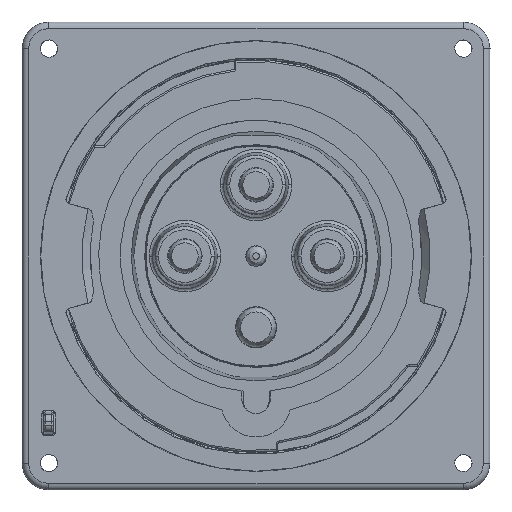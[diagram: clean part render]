
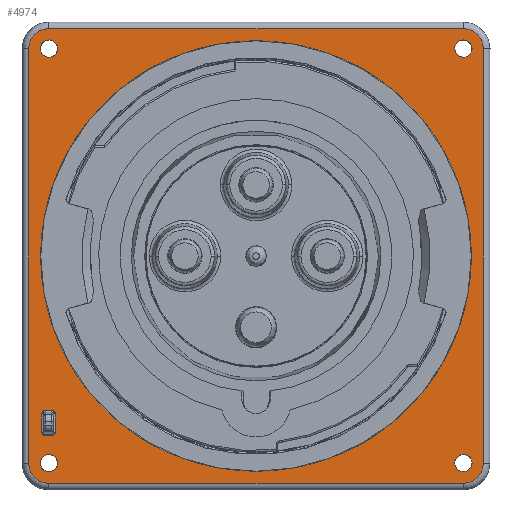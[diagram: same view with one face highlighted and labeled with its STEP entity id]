
A CAD part, front view. The second image highlights one B-rep face of the part: STEP entity #4974.
In plain terms, the highlighted planar face has unit normal (0, -1, 0).
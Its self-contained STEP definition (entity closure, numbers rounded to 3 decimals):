
#3361=ELLIPSE('',#38096,1.015,1.);
#3362=ELLIPSE('',#38097,1.015,1.);
#3363=ELLIPSE('',#38098,1.015,1.);
#3364=ELLIPSE('',#38099,1.015,1.);
#4974=ADVANCED_FACE('',(#13628,#13629,#13630,#13631,#13632,#13633,#13634),
#6460,.T.);
#6460=PLANE('',#38100);
#8211=LINE('',#64972,#10730);
#8212=LINE('',#64980,#10731);
#8213=LINE('',#64988,#10732);
#8214=LINE('',#64996,#10733);
#8615=LINE('',#66724,#11134);
#8616=LINE('',#66728,#11135);
#8617=LINE('',#66732,#11136);
#8618=LINE('',#66736,#11137);
#10730=VECTOR('',#44557,1.);
#10731=VECTOR('',#44568,1.);
#10732=VECTOR('',#44579,1.);
#10733=VECTOR('',#44590,1.);
#11134=VECTOR('',#45889,1.);
#11135=VECTOR('',#45892,1.);
#11136=VECTOR('',#45895,1.);
#11137=VECTOR('',#45898,1.);
#12488=CIRCLE('',#37635,6.);
#12491=CIRCLE('',#37640,6.);
#12494=CIRCLE('',#37645,6.);
#12497=CIRCLE('',#37650,6.);
#12512=CIRCLE('',#37676,58.65);
#12613=CIRCLE('',#38092,2.582);
#12614=CIRCLE('',#38093,2.582);
#12615=CIRCLE('',#38094,2.582);
#12616=CIRCLE('',#38095,2.582);
#13628=FACE_BOUND('',#15770,.T.);
#13629=FACE_BOUND('',#15771,.T.);
#13630=FACE_BOUND('',#15772,.T.);
#13631=FACE_BOUND('',#15773,.T.);
#13632=FACE_BOUND('',#15774,.T.);
#13633=FACE_BOUND('',#15775,.T.);
#13634=FACE_BOUND('',#15776,.T.);
#15770=EDGE_LOOP('',(#23618));
#15771=EDGE_LOOP('',(#23619));
#15772=EDGE_LOOP('',(#23620));
#15773=EDGE_LOOP('',(#23621));
#15774=EDGE_LOOP('',(#23622,#23623,#23624,#23625,#23626,#23627,#23628,#23629));
#15775=EDGE_LOOP('',(#23630));
#15776=EDGE_LOOP('',(#23631,#23632,#23633,#23634,#23635,#23636,#23637,#23638));
#23618=ORIENTED_EDGE('',*,*,#33414,.T.);
#23619=ORIENTED_EDGE('',*,*,#33415,.T.);
#23620=ORIENTED_EDGE('',*,*,#33416,.T.);
#23621=ORIENTED_EDGE('',*,*,#33417,.T.);
#23622=ORIENTED_EDGE('',*,*,#32844,.T.);
#23623=ORIENTED_EDGE('',*,*,#32858,.F.);
#23624=ORIENTED_EDGE('',*,*,#32856,.T.);
#23625=ORIENTED_EDGE('',*,*,#32854,.F.);
#23626=ORIENTED_EDGE('',*,*,#32852,.T.);
#23627=ORIENTED_EDGE('',*,*,#32850,.F.);
#23628=ORIENTED_EDGE('',*,*,#32848,.T.);
#23629=ORIENTED_EDGE('',*,*,#32846,.F.);
#23630=ORIENTED_EDGE('',*,*,#32873,.T.);
#23631=ORIENTED_EDGE('',*,*,#33418,.F.);
#23632=ORIENTED_EDGE('',*,*,#33419,.F.);
#23633=ORIENTED_EDGE('',*,*,#33420,.T.);
#23634=ORIENTED_EDGE('',*,*,#33421,.F.);
#23635=ORIENTED_EDGE('',*,*,#33422,.T.);
#23636=ORIENTED_EDGE('',*,*,#33423,.T.);
#23637=ORIENTED_EDGE('',*,*,#33424,.F.);
#23638=ORIENTED_EDGE('',*,*,#33425,.F.);
#28662=VERTEX_POINT('',#64971);
#28663=VERTEX_POINT('',#64973);
#28664=VERTEX_POINT('',#64977);
#28665=VERTEX_POINT('',#64981);
#28666=VERTEX_POINT('',#64985);
#28667=VERTEX_POINT('',#64989);
#28668=VERTEX_POINT('',#64993);
#28669=VERTEX_POINT('',#64997);
#28684=VERTEX_POINT('',#65041);
#28957=VERTEX_POINT('',#66714);
#28958=VERTEX_POINT('',#66716);
#28959=VERTEX_POINT('',#66718);
#28960=VERTEX_POINT('',#66720);
#28961=VERTEX_POINT('',#66722);
#28962=VERTEX_POINT('',#66723);
#28963=VERTEX_POINT('',#66725);
#28964=VERTEX_POINT('',#66727);
#28965=VERTEX_POINT('',#66729);
#28966=VERTEX_POINT('',#66731);
#28967=VERTEX_POINT('',#66733);
#28968=VERTEX_POINT('',#66735);
#32844=EDGE_CURVE('',#28663,#28662,#8211,.T.);
#32846=EDGE_CURVE('',#28663,#28664,#12488,.T.);
#32848=EDGE_CURVE('',#28665,#28664,#8212,.T.);
#32850=EDGE_CURVE('',#28665,#28666,#12491,.T.);
#32852=EDGE_CURVE('',#28667,#28666,#8213,.T.);
#32854=EDGE_CURVE('',#28667,#28668,#12494,.T.);
#32856=EDGE_CURVE('',#28669,#28668,#8214,.T.);
#32858=EDGE_CURVE('',#28669,#28662,#12497,.T.);
#32873=EDGE_CURVE('',#28684,#28684,#12512,.T.);
#33414=EDGE_CURVE('',#28957,#28957,#12613,.T.);
#33415=EDGE_CURVE('',#28958,#28958,#12614,.T.);
#33416=EDGE_CURVE('',#28959,#28959,#12615,.T.);
#33417=EDGE_CURVE('',#28960,#28960,#12616,.T.);
#33418=EDGE_CURVE('',#28961,#28962,#3361,.T.);
#33419=EDGE_CURVE('',#28963,#28961,#8615,.T.);
#33420=EDGE_CURVE('',#28963,#28964,#3362,.T.);
#33421=EDGE_CURVE('',#28965,#28964,#8616,.T.);
#33422=EDGE_CURVE('',#28965,#28966,#3363,.T.);
#33423=EDGE_CURVE('',#28966,#28967,#8617,.T.);
#33424=EDGE_CURVE('',#28968,#28967,#3364,.T.);
#33425=EDGE_CURVE('',#28962,#28968,#8618,.T.);
#37635=AXIS2_PLACEMENT_3D('',#64976,#44562,#44563);
#37640=AXIS2_PLACEMENT_3D('',#64984,#44573,#44574);
#37645=AXIS2_PLACEMENT_3D('',#64992,#44584,#44585);
#37650=AXIS2_PLACEMENT_3D('',#65000,#44595,#44596);
#37676=AXIS2_PLACEMENT_3D('',#65040,#44647,#44648);
#38092=AXIS2_PLACEMENT_3D('',#66713,#45879,#45880);
#38093=AXIS2_PLACEMENT_3D('',#66715,#45881,#45882);
#38094=AXIS2_PLACEMENT_3D('',#66717,#45883,#45884);
#38095=AXIS2_PLACEMENT_3D('',#66719,#45885,#45886);
#38096=AXIS2_PLACEMENT_3D('',#66721,#45887,#45888);
#38097=AXIS2_PLACEMENT_3D('',#66726,#45890,#45891);
#38098=AXIS2_PLACEMENT_3D('',#66730,#45893,#45894);
#38099=AXIS2_PLACEMENT_3D('',#66734,#45896,#45897);
#38100=AXIS2_PLACEMENT_3D('',#66737,#45899,#45900);
#44557=DIRECTION('',(1.,0.,0.));
#44562=DIRECTION('',(0.,1.,0.));
#44563=DIRECTION('',(0.,0.,-1.));
#44568=DIRECTION('',(0.,0.,-1.));
#44573=DIRECTION('',(0.,1.,0.));
#44574=DIRECTION('',(0.,0.,-1.));
#44579=DIRECTION('',(-1.,0.,0.));
#44584=DIRECTION('',(0.,1.,0.));
#44585=DIRECTION('',(0.,0.,-1.));
#44590=DIRECTION('',(0.,0.,1.));
#44595=DIRECTION('',(0.,1.,0.));
#44596=DIRECTION('',(0.,0.,-1.));
#44647=DIRECTION('',(0.,1.,0.));
#44648=DIRECTION('',(0.,0.,-1.));
#45879=DIRECTION('',(0.,1.,0.));
#45880=DIRECTION('',(0.,0.,-1.));
#45881=DIRECTION('',(0.,1.,0.));
#45882=DIRECTION('',(0.,0.,-1.));
#45883=DIRECTION('',(0.,1.,0.));
#45884=DIRECTION('',(0.,0.,-1.));
#45885=DIRECTION('',(0.,1.,0.));
#45886=DIRECTION('',(0.,0.,-1.));
#45887=DIRECTION('',(0.,-1.,0.));
#45888=DIRECTION('',(-0.049,0.,0.999));
#45889=DIRECTION('',(1.,0.,0.));
#45890=DIRECTION('',(0.,1.,0.));
#45891=DIRECTION('',(0.049,0.,0.999));
#45892=DIRECTION('',(0.,0.,-1.));
#45893=DIRECTION('',(0.,1.,0.));
#45894=DIRECTION('',(-0.049,0.,0.999));
#45895=DIRECTION('',(1.,0.,0.));
#45896=DIRECTION('',(0.,-1.,0.));
#45897=DIRECTION('',(0.049,0.,0.999));
#45898=DIRECTION('',(0.,0.,1.));
#45899=DIRECTION('',(0.,-1.,0.));
#45900=DIRECTION('',(0.,0.,-1.));
#64971=CARTESIAN_POINT('',(61.828,-135.765,-67.828));
#64972=CARTESIAN_POINT('',(-61.872,-135.765,-67.828));
#64973=CARTESIAN_POINT('',(-61.872,-135.765,-67.828));
#64976=CARTESIAN_POINT('',(-61.872,-135.765,-61.828));
#64977=CARTESIAN_POINT('',(-67.872,-135.765,-61.828));
#64980=CARTESIAN_POINT('',(-67.872,-135.765,61.872));
#64981=CARTESIAN_POINT('',(-67.872,-135.765,61.872));
#64984=CARTESIAN_POINT('',(-61.872,-135.765,61.872));
#64985=CARTESIAN_POINT('',(-61.872,-135.765,67.872));
#64988=CARTESIAN_POINT('',(61.828,-135.765,67.872));
#64989=CARTESIAN_POINT('',(61.828,-135.765,67.872));
#64992=CARTESIAN_POINT('',(61.828,-135.765,61.872));
#64993=CARTESIAN_POINT('',(67.828,-135.765,61.872));
#64996=CARTESIAN_POINT('',(67.828,-135.765,-61.828));
#64997=CARTESIAN_POINT('',(67.828,-135.765,-61.828));
#65000=CARTESIAN_POINT('',(61.828,-135.765,-61.828));
#65040=CARTESIAN_POINT('',(-0.022,-135.765,0.022));
#65041=CARTESIAN_POINT('',(-0.022,-135.765,-58.628));
#66713=CARTESIAN_POINT('',(-61.822,-135.765,-61.778));
#66714=CARTESIAN_POINT('',(-61.822,-135.765,-64.36));
#66715=CARTESIAN_POINT('',(61.878,-135.765,-61.778));
#66716=CARTESIAN_POINT('',(61.878,-135.765,-64.36));
#66717=CARTESIAN_POINT('',(-61.822,-135.765,61.922));
#66718=CARTESIAN_POINT('',(-61.822,-135.765,59.34));
#66719=CARTESIAN_POINT('',(61.878,-135.765,61.922));
#66720=CARTESIAN_POINT('',(61.878,-135.765,59.34));
#66721=CARTESIAN_POINT('',(-60.932,-135.765,-52.643));
#66722=CARTESIAN_POINT('',(-60.931,-135.765,-53.659));
#66723=CARTESIAN_POINT('',(-59.932,-135.765,-52.645));
#66724=CARTESIAN_POINT('',(-67.882,-135.765,-53.659));
#66725=CARTESIAN_POINT('',(-62.914,-135.765,-53.659));
#66726=CARTESIAN_POINT('',(-62.912,-135.765,-52.643));
#66727=CARTESIAN_POINT('',(-63.912,-135.765,-52.645));
#66728=CARTESIAN_POINT('',(-63.912,-135.765,-47.11));
#66729=CARTESIAN_POINT('',(-63.912,-135.765,-47.11));
#66730=CARTESIAN_POINT('',(-62.912,-135.765,-47.112));
#66731=CARTESIAN_POINT('',(-62.914,-135.765,-46.096));
#66732=CARTESIAN_POINT('',(-60.921,-135.765,-46.096));
#66733=CARTESIAN_POINT('',(-60.931,-135.765,-46.096));
#66734=CARTESIAN_POINT('',(-60.932,-135.765,-47.112));
#66735=CARTESIAN_POINT('',(-59.932,-135.765,-47.11));
#66736=CARTESIAN_POINT('',(-59.932,-135.765,-52.645));
#66737=CARTESIAN_POINT('',(-67.882,-135.765,67.882));
